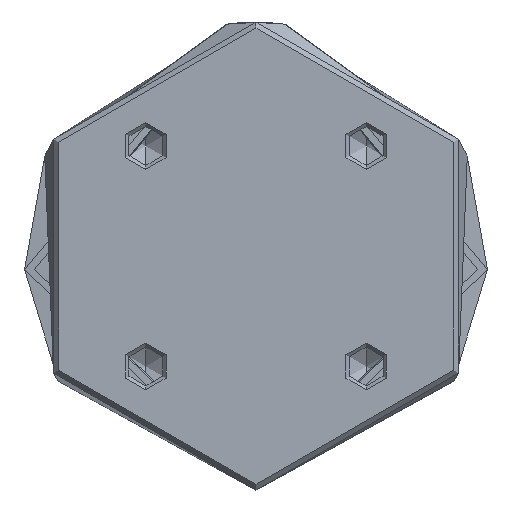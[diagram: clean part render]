
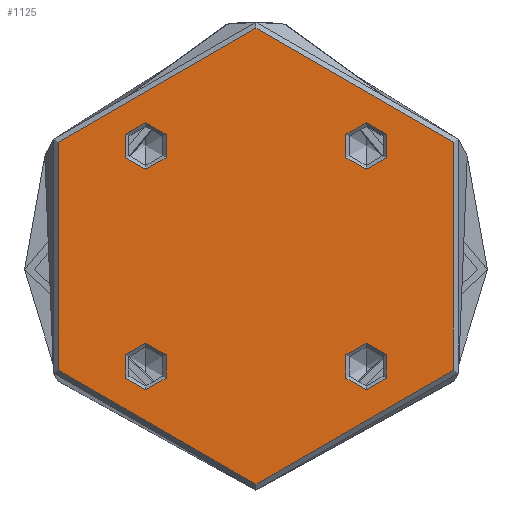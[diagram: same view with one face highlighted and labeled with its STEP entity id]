
A CAD part, front view. The second image highlights one B-rep face of the part: STEP entity #1125.
In plain terms, the highlighted face is planar.
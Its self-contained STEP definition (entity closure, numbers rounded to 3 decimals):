
#32 = ORIENTED_EDGE ( 'NONE', *, *, #627, .T. ) ;
#41 = ORIENTED_EDGE ( 'NONE', *, *, #3431, .F. ) ;
#111 = EDGE_CURVE ( 'NONE', #4592, #1669, #3863, .T. ) ;
#125 = CIRCLE ( 'NONE', #7682, 6. ) ;
#244 = DIRECTION ( 'NONE',  ( -1., 0., 0. ) ) ;
#252 = CARTESIAN_POINT ( 'NONE',  ( 28.284, -28.284, 0. ) ) ;
#278 = DIRECTION ( 'NONE',  ( 1., 0., 0. ) ) ;
#287 = CARTESIAN_POINT ( 'NONE',  ( 22.284, 28.284, 0. ) ) ;
#498 = EDGE_LOOP ( 'NONE', ( #2322, #2516 ) ) ;
#501 = AXIS2_PLACEMENT_3D ( 'NONE', #5725, #1903, #6382 ) ;
#514 = CARTESIAN_POINT ( 'NONE',  ( 22.284, -28.284, 0. ) ) ;
#627 = EDGE_CURVE ( 'NONE', #1669, #4592, #5137, .T. ) ;
#635 = AXIS2_PLACEMENT_3D ( 'NONE', #252, #898, #5362 ) ;
#898 = DIRECTION ( 'NONE',  ( 0., 0., -1. ) ) ;
#1125 = ADVANCED_FACE ( 'NONE', ( #2851, #7700, #6225, #6017, #4334 ), #5073, .F. ) ;
#1229 = EDGE_CURVE ( 'NONE', #7243, #4492, #125, .T. ) ;
#1246 = DIRECTION ( 'NONE',  ( 0., 0., 1. ) ) ;
#1433 = VERTEX_POINT ( 'NONE', #7762 ) ;
#1438 = CARTESIAN_POINT ( 'NONE',  ( 34.284, 28.284, 0. ) ) ;
#1592 = ORIENTED_EDGE ( 'NONE', *, *, #1747, .F. ) ;
#1669 = VERTEX_POINT ( 'NONE', #514 ) ;
#1747 = EDGE_CURVE ( 'NONE', #4492, #7243, #3034, .T. ) ;
#1751 = DIRECTION ( 'NONE',  ( 0., 0., 1. ) ) ;
#1780 = CARTESIAN_POINT ( 'NONE',  ( 0., 0., 0. ) ) ;
#1787 = CARTESIAN_POINT ( 'NONE',  ( 58.5, 0., 0. ) ) ;
#1903 = DIRECTION ( 'NONE',  ( 0., 0., -1. ) ) ;
#1999 = AXIS2_PLACEMENT_3D ( 'NONE', #6838, #6425, #7771 ) ;
#2130 = DIRECTION ( 'NONE',  ( -1., 0., 0. ) ) ;
#2277 = EDGE_CURVE ( 'NONE', #2467, #1433, #7093, .T. ) ;
#2322 = ORIENTED_EDGE ( 'NONE', *, *, #2895, .T. ) ;
#2457 = CARTESIAN_POINT ( 'NONE',  ( -22.284, -28.284, 0. ) ) ;
#2467 = VERTEX_POINT ( 'NONE', #2457 ) ;
#2516 = ORIENTED_EDGE ( 'NONE', *, *, #4050, .T. ) ;
#2529 = EDGE_LOOP ( 'NONE', ( #41, #5144 ) ) ;
#2565 = CIRCLE ( 'NONE', #6245, 58.5 ) ;
#2601 = CARTESIAN_POINT ( 'NONE',  ( 0., 0., 0. ) ) ;
#2784 = AXIS2_PLACEMENT_3D ( 'NONE', #2601, #7027, #3242 ) ;
#2851 = FACE_BOUND ( 'NONE', #2529, .T. ) ;
#2874 = CIRCLE ( 'NONE', #7966, 6. ) ;
#2895 = EDGE_CURVE ( 'NONE', #3508, #7457, #5163, .T. ) ;
#3034 = CIRCLE ( 'NONE', #1999, 6. ) ;
#3242 = DIRECTION ( 'NONE',  ( 1., 0., 0. ) ) ;
#3308 = ORIENTED_EDGE ( 'NONE', *, *, #4023, .T. ) ;
#3339 = AXIS2_PLACEMENT_3D ( 'NONE', #4596, #6120, #5366 ) ;
#3431 = EDGE_CURVE ( 'NONE', #1433, #2467, #2874, .T. ) ;
#3508 = VERTEX_POINT ( 'NONE', #7059 ) ;
#3807 = DIRECTION ( 'NONE',  ( 1., 0., 0. ) ) ;
#3819 = DIRECTION ( 'NONE',  ( 0., 0., 1. ) ) ;
#3863 = CIRCLE ( 'NONE', #635, 6. ) ;
#4023 = EDGE_CURVE ( 'NONE', #4955, #5828, #6334, .T. ) ;
#4050 = EDGE_CURVE ( 'NONE', #7457, #3508, #2565, .T. ) ;
#4088 = DIRECTION ( 'NONE',  ( 0., 0., -1. ) ) ;
#4115 = DIRECTION ( 'NONE',  ( 0., 0., 1. ) ) ;
#4139 = CARTESIAN_POINT ( 'NONE',  ( 28.284, 28.284, 0. ) ) ;
#4255 = CARTESIAN_POINT ( 'NONE',  ( -28.284, -28.284, 0. ) ) ;
#4315 = CARTESIAN_POINT ( 'NONE',  ( 34.284, -28.284, 0. ) ) ;
#4334 = FACE_OUTER_BOUND ( 'NONE', #498, .T. ) ;
#4492 = VERTEX_POINT ( 'NONE', #1438 ) ;
#4506 = CARTESIAN_POINT ( 'NONE',  ( -22.284, 28.284, 0. ) ) ;
#4592 = VERTEX_POINT ( 'NONE', #4315 ) ;
#4596 = CARTESIAN_POINT ( 'NONE',  ( 28.284, -28.284, 0. ) ) ;
#4698 = DIRECTION ( 'NONE',  ( -1., 0., 0. ) ) ;
#4711 = AXIS2_PLACEMENT_3D ( 'NONE', #1780, #5470, #2130 ) ;
#4898 = EDGE_LOOP ( 'NONE', ( #3308, #7235 ) ) ;
#4955 = VERTEX_POINT ( 'NONE', #5295 ) ;
#4961 = AXIS2_PLACEMENT_3D ( 'NONE', #7866, #4088, #244 ) ;
#5073 = PLANE ( 'NONE',  #4711 ) ;
#5080 = CARTESIAN_POINT ( 'NONE',  ( -28.284, -28.284, 0. ) ) ;
#5106 = AXIS2_PLACEMENT_3D ( 'NONE', #4255, #3819, #4698 ) ;
#5137 = CIRCLE ( 'NONE', #3339, 6. ) ;
#5144 = ORIENTED_EDGE ( 'NONE', *, *, #2277, .F. ) ;
#5163 = CIRCLE ( 'NONE', #2784, 58.5 ) ;
#5254 = ORIENTED_EDGE ( 'NONE', *, *, #111, .T. ) ;
#5295 = CARTESIAN_POINT ( 'NONE',  ( -34.284, 28.284, 0. ) ) ;
#5362 = DIRECTION ( 'NONE',  ( 1., 0., 0. ) ) ;
#5366 = DIRECTION ( 'NONE',  ( 1., 0., 0. ) ) ;
#5470 = DIRECTION ( 'NONE',  ( 0., 0., -1. ) ) ;
#5715 = DIRECTION ( 'NONE',  ( -1., 0., 0. ) ) ;
#5725 = CARTESIAN_POINT ( 'NONE',  ( -28.284, 28.284, 0. ) ) ;
#5828 = VERTEX_POINT ( 'NONE', #4506 ) ;
#5833 = CIRCLE ( 'NONE', #501, 6. ) ;
#5894 = EDGE_LOOP ( 'NONE', ( #5254, #32 ) ) ;
#6017 = FACE_BOUND ( 'NONE', #7185, .T. ) ;
#6120 = DIRECTION ( 'NONE',  ( 0., 0., -1. ) ) ;
#6225 = FACE_BOUND ( 'NONE', #5894, .T. ) ;
#6245 = AXIS2_PLACEMENT_3D ( 'NONE', #7887, #4115, #278 ) ;
#6334 = CIRCLE ( 'NONE', #4961, 6. ) ;
#6382 = DIRECTION ( 'NONE',  ( -1., 0., 0. ) ) ;
#6425 = DIRECTION ( 'NONE',  ( 0., 0., 1. ) ) ;
#6838 = CARTESIAN_POINT ( 'NONE',  ( 28.284, 28.284, 0. ) ) ;
#6851 = ORIENTED_EDGE ( 'NONE', *, *, #1229, .F. ) ;
#6927 = EDGE_CURVE ( 'NONE', #5828, #4955, #5833, .T. ) ;
#7027 = DIRECTION ( 'NONE',  ( 0., 0., 1. ) ) ;
#7059 = CARTESIAN_POINT ( 'NONE',  ( -58.5, 0., 0. ) ) ;
#7093 = CIRCLE ( 'NONE', #5106, 6. ) ;
#7185 = EDGE_LOOP ( 'NONE', ( #1592, #6851 ) ) ;
#7235 = ORIENTED_EDGE ( 'NONE', *, *, #6927, .T. ) ;
#7243 = VERTEX_POINT ( 'NONE', #287 ) ;
#7457 = VERTEX_POINT ( 'NONE', #1787 ) ;
#7682 = AXIS2_PLACEMENT_3D ( 'NONE', #4139, #1751, #3807 ) ;
#7700 = FACE_BOUND ( 'NONE', #4898, .T. ) ;
#7762 = CARTESIAN_POINT ( 'NONE',  ( -34.284, -28.284, 0. ) ) ;
#7771 = DIRECTION ( 'NONE',  ( 1., 0., 0. ) ) ;
#7866 = CARTESIAN_POINT ( 'NONE',  ( -28.284, 28.284, 0. ) ) ;
#7887 = CARTESIAN_POINT ( 'NONE',  ( 0., 0., 0. ) ) ;
#7966 = AXIS2_PLACEMENT_3D ( 'NONE', #5080, #1246, #5715 ) ;
